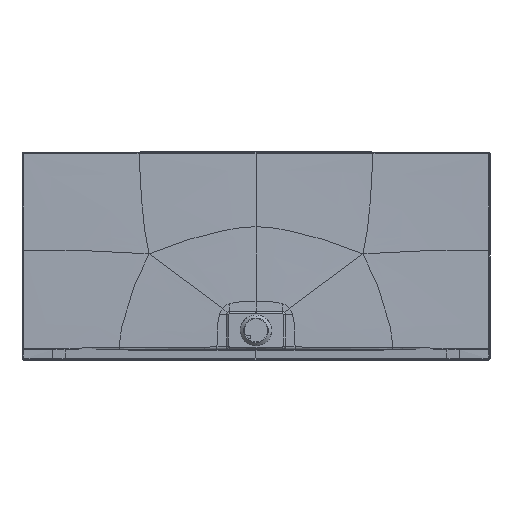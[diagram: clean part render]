
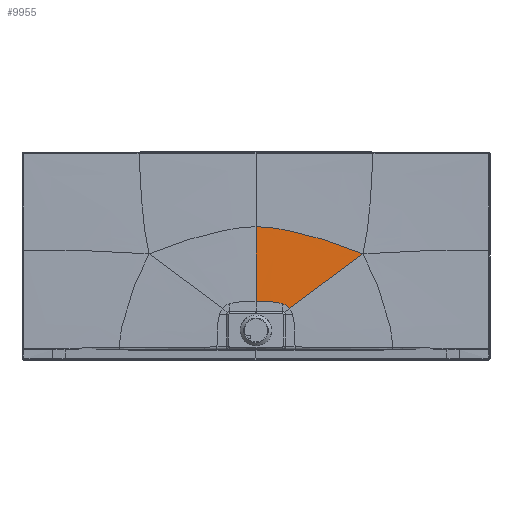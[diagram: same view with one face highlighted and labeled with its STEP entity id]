
A CAD part, front view. The second image highlights one B-rep face of the part: STEP entity #9955.
In plain terms, the highlighted free-form (B-spline) face has degree [3, 3] with [10, 8] control points.
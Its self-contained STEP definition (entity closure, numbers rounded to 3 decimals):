
#1109=CARTESIAN_POINT('',(101.033,-18.848,216.306));
#1110=CARTESIAN_POINT('',(106.847,-18.848,214.321));
#1111=CARTESIAN_POINT('',(117.111,-18.848,209.471));
#1112=CARTESIAN_POINT('',(124.957,-18.848,202.489));
#1113=CARTESIAN_POINT('',(128.353,-18.848,198.375));
#1134=CARTESIAN_POINT('',(0.,-18.849,
225.083));
#1136=CARTESIAN_POINT('',(0.,-18.849,
225.083));
#1137=CARTESIAN_POINT('',(11.658,-18.849,225.083));
#1138=CARTESIAN_POINT('',(33.167,-18.849,224.933));
#1139=CARTESIAN_POINT('',(60.434,-18.849,223.776));
#1140=CARTESIAN_POINT('',(83.123,-18.848,221.196));
#1141=CARTESIAN_POINT('',(95.478,-18.848,218.203));
#1142=CARTESIAN_POINT('',(101.033,-18.848,216.306));
#1144=CARTESIAN_POINT('',(101.033,-18.848,216.306));
#2155=CARTESIAN_POINT('',(411.351,-9.339,408.372));
#2156=CARTESIAN_POINT('',(402.969,-9.557,401.909));
#2157=CARTESIAN_POINT('',(386.517,-9.997,389.255));
#2158=CARTESIAN_POINT('',(355.022,-10.893,365.185));
#2159=CARTESIAN_POINT('',(318.472,-12.021,337.602));
#2160=CARTESIAN_POINT('',(278.944,-13.333,308.374));
#2161=CARTESIAN_POINT('',(231.162,-14.982,273.659));
#2162=CARTESIAN_POINT('',(178.966,-16.841,236.237));
#2163=CARTESIAN_POINT('',(143.969,-18.188,210.356));
#2164=CARTESIAN_POINT('',(128.353,-18.848,198.375));
#2166=DIRECTION('',(0.,-0.028,-1.));
#2167=VECTOR('',#2166,287.609);
#2168=CARTESIAN_POINT('',(0.,-10.924,
512.583));
#2169=LINE('',#2168,#2167);
#5553=CARTESIAN_POINT('',(411.351,-9.339,408.372));
#5554=CARTESIAN_POINT('',(391.354,-9.474,417.194));
#5555=CARTESIAN_POINT('',(351.868,-9.709,433.137));
#5556=CARTESIAN_POINT('',(275.731,-10.078,459.342));
#5557=CARTESIAN_POINT('',(186.109,-10.441,484.749));
#5558=CARTESIAN_POINT('',(87.037,-10.81,506.652));
#5559=CARTESIAN_POINT('',(27.639,-10.924,512.583));
#5560=CARTESIAN_POINT('',(0.,-10.924,
512.583));
#6192=VERTEX_POINT('',#1144);
#6193=VERTEX_POINT('',#1113);
#6194=VERTEX_POINT('',#1134);
#6250=VERTEX_POINT('',#2155);
#6251=CARTESIAN_POINT('',(0.,-10.924,
512.583));
#6252=VERTEX_POINT('',#6251);
#9865=CARTESIAN_POINT('',(-1.318,-18.931,
222.106));
#9866=CARTESIAN_POINT('',(16.989,-18.931,222.112));
#9867=CARTESIAN_POINT('',(48.677,-18.931,221.889));
#9868=CARTESIAN_POINT('',(84.428,-18.929,218.983));
#9869=CARTESIAN_POINT('',(105.849,-18.927,212.935));
#9870=CARTESIAN_POINT('',(119.066,-18.928,204.846));
#9871=CARTESIAN_POINT('',(124.43,-18.929,199.471));
#9872=CARTESIAN_POINT('',(126.872,-18.93,196.321));
#9873=CARTESIAN_POINT('',(-1.315,-18.243,
247.056));
#9874=CARTESIAN_POINT('',(16.943,-18.243,247.084));
#9875=CARTESIAN_POINT('',(49.599,-18.246,245.98));
#9876=CARTESIAN_POINT('',(89.052,-18.256,239.732));
#9877=CARTESIAN_POINT('',(114.645,-18.263,230.136));
#9878=CARTESIAN_POINT('',(131.839,-18.258,219.205));
#9879=CARTESIAN_POINT('',(139.492,-18.249,212.44));
#9880=CARTESIAN_POINT('',(143.203,-18.243,208.587));
#9881=CARTESIAN_POINT('',(-1.354,-16.895,
295.963));
#9882=CARTESIAN_POINT('',(17.412,-16.895,296.035));
#9883=CARTESIAN_POINT('',(53.231,-16.901,293.205));
#9884=CARTESIAN_POINT('',(101.69,-16.93,280.629));
#9885=CARTESIAN_POINT('',(136.257,-16.946,264.663));
#9886=CARTESIAN_POINT('',(161.243,-16.922,248.855));
#9887=CARTESIAN_POINT('',(173.162,-16.89,239.744));
#9888=CARTESIAN_POINT('',(179.206,-16.868,234.7));
#9889=CARTESIAN_POINT('',(-1.474,-15.217,
356.849));
#9890=CARTESIAN_POINT('',(18.924,-15.217,356.969));
#9891=CARTESIAN_POINT('',(60.532,-15.214,352.266));
#9892=CARTESIAN_POINT('',(122.781,-15.214,333.155));
#9893=CARTESIAN_POINT('',(170.382,-15.19,310.941));
#9894=CARTESIAN_POINT('',(206.138,-15.103,290.35));
#9895=CARTESIAN_POINT('',(223.731,-15.024,278.833));
#9896=CARTESIAN_POINT('',(232.821,-14.973,272.508));
#9897=CARTESIAN_POINT('',(-1.601,-13.896,
404.765));
#9898=CARTESIAN_POINT('',(20.543,-13.896,404.911));
#9899=CARTESIAN_POINT('',(67.194,-13.872,399.189));
#9900=CARTESIAN_POINT('',(140.731,-13.8,376.707));
#9901=CARTESIAN_POINT('',(199.79,-13.698,351.231));
#9902=CARTESIAN_POINT('',(245.845,-13.529,327.675));
#9903=CARTESIAN_POINT('',(269.051,-13.399,314.389));
#9904=CARTESIAN_POINT('',(281.151,-13.318,307.038));
#9905=CARTESIAN_POINT('',(-1.717,-12.905,
440.702));
#9906=CARTESIAN_POINT('',(22.013,-12.906,440.859));
#9907=CARTESIAN_POINT('',(72.674,-12.858,434.687));
#9908=CARTESIAN_POINT('',(154.753,-12.705,410.867));
#9909=CARTESIAN_POINT('',(223.1,-12.524,384.04));
#9910=CARTESIAN_POINT('',(278.141,-12.281,358.781));
#9911=CARTESIAN_POINT('',(306.378,-12.108,344.249));
#9912=CARTESIAN_POINT('',(321.169,-12.002,336.127));
#9913=CARTESIAN_POINT('',(-1.834,-12.08,
470.65));
#9914=CARTESIAN_POINT('',(23.521,-12.081,470.809));
#9915=CARTESIAN_POINT('',(77.798,-12.007,464.572));
#9916=CARTESIAN_POINT('',(167.087,-11.768,440.803));
#9917=CARTESIAN_POINT('',(243.851,-11.509,413.94));
#9918=CARTESIAN_POINT('',(307.598,-11.203,387.796));
#9919=CARTESIAN_POINT('',(340.788,-10.995,372.338));
#9920=CARTESIAN_POINT('',(358.197,-10.87,363.598));
#9921=CARTESIAN_POINT('',(-1.949,-11.401,
495.271));
#9922=CARTESIAN_POINT('',(24.993,-11.403,495.426));
#9923=CARTESIAN_POINT('',(82.533,-11.306,489.331));
#9924=CARTESIAN_POINT('',(177.941,-10.99,466.33));
#9925=CARTESIAN_POINT('',(262.097,-10.667,440.118));
#9926=CARTESIAN_POINT('',(333.675,-10.317,413.59));
#9927=CARTESIAN_POINT('',(371.282,-10.085,397.459));
#9928=CARTESIAN_POINT('',(390.981,-9.947,388.25));
#9929=CARTESIAN_POINT('',(-2.015,-11.052,
507.913));
#9930=CARTESIAN_POINT('',(25.842,-11.055,508.065));
#9931=CARTESIAN_POINT('',(85.189,-10.946,502.107));
#9932=CARTESIAN_POINT('',(183.846,-10.589,479.745));
#9933=CARTESIAN_POINT('',(271.97,-10.236,454.092));
#9934=CARTESIAN_POINT('',(347.762,-9.867,427.477));
#9935=CARTESIAN_POINT('',(387.71,-9.625,411.033));
#9936=CARTESIAN_POINT('',(408.601,-9.482,401.6));
#9937=CARTESIAN_POINT('',(-2.052,-10.869,
514.565));
#9938=CARTESIAN_POINT('',(26.317,-10.872,514.715));
#9939=CARTESIAN_POINT('',(86.659,-10.756,508.845));
#9940=CARTESIAN_POINT('',(187.068,-10.378,486.879));
#9941=CARTESIAN_POINT('',(277.326,-10.011,461.573));
#9942=CARTESIAN_POINT('',(355.369,-9.633,434.936));
#9943=CARTESIAN_POINT('',(396.549,-9.387,418.336));
#9944=CARTESIAN_POINT('',(418.063,-9.241,408.79));
#9945=B_SPLINE_SURFACE_WITH_KNOTS('',3,3,((#9865,#9866,#9867,#9868,#9869,#9870,
#9871,#9872),(#9873,#9874,#9875,#9876,#9877,#9878,#9879,#9880),(#9881,#9882,
#9883,#9884,#9885,#9886,#9887,#9888),(#9889,#9890,#9891,#9892,#9893,#9894,#9895,
#9896),(#9897,#9898,#9899,#9900,#9901,#9902,#9903,#9904),(#9905,#9906,#9907,
#9908,#9909,#9910,#9911,#9912),(#9913,#9914,#9915,#9916,#9917,#9918,#9919,
#9920),(#9921,#9922,#9923,#9924,#9925,#9926,#9927,#9928),(#9929,#9930,#9931,
#9932,#9933,#9934,#9935,#9936),(#9937,#9938,#9939,#9940,#9941,#9942,#9943,
#9944)),.UNSPECIFIED.,.F.,.F.,.F.,(4,1,1,1,1,1,1,4),(4,1,1,1,1,4),(
-0.005,0.125,0.25,0.313,0.375,0.438,0.469,
0.503),(-0.003,0.125,0.25,0.375,0.438,
0.504),.UNSPECIFIED.);
#9947=ORIENTED_EDGE('',*,*,#9946,.F.);
#9949=ORIENTED_EDGE('',*,*,#9948,.F.);
#9950=ORIENTED_EDGE('',*,*,#9858,.T.);
#9951=ORIENTED_EDGE('',*,*,#8091,.F.);
#9952=ORIENTED_EDGE('',*,*,#8150,.F.);
#9953=EDGE_LOOP('',(#9947,#9949,#9950,#9951,#9952));
#9954=FACE_OUTER_BOUND('',#9953,.F.);
#9955=ADVANCED_FACE('',(#9954),#9945,.F.);
#1114=B_SPLINE_CURVE_WITH_KNOTS('',3,(#1109,#1110,#1111,#1112,#1113),
.UNSPECIFIED.,.F.,.F.,(4,1,4),(0.,0.5,1.),.UNSPECIFIED.);
#1143=B_SPLINE_CURVE_WITH_KNOTS('',3,(#1136,#1137,#1138,#1139,#1140,#1141,
#1142),.UNSPECIFIED.,.F.,.F.,(4,1,1,1,4),(0.,0.25,
0.5,0.75,1.),.UNSPECIFIED.);
#2165=B_SPLINE_CURVE_WITH_KNOTS('',3,(#2155,#2156,#2157,#2158,#2159,#2160,#2161,
#2162,#2163,#2164),.UNSPECIFIED.,.F.,.F.,(4,1,1,1,1,1,1,4),(0.,
0.062,0.125,0.25,0.375,
0.5,0.75,1.),.UNSPECIFIED.);
#5561=B_SPLINE_CURVE_WITH_KNOTS('',3,(#5553,#5554,#5555,#5556,#5557,#5558,#5559,
#5560),.UNSPECIFIED.,.F.,.F.,(4,1,1,1,1,4),(0.,0.125,
0.25,0.5,0.75,1.),.UNSPECIFIED.);
#8091=EDGE_CURVE('',#6192,#6193,#1114,.T.);
#8150=EDGE_CURVE('',#6194,#6192,#1143,.T.);
#9858=EDGE_CURVE('',#6250,#6193,#2165,.T.);
#9946=EDGE_CURVE('',#6252,#6194,#2169,.T.);
#9948=EDGE_CURVE('',#6250,#6252,#5561,.T.);
